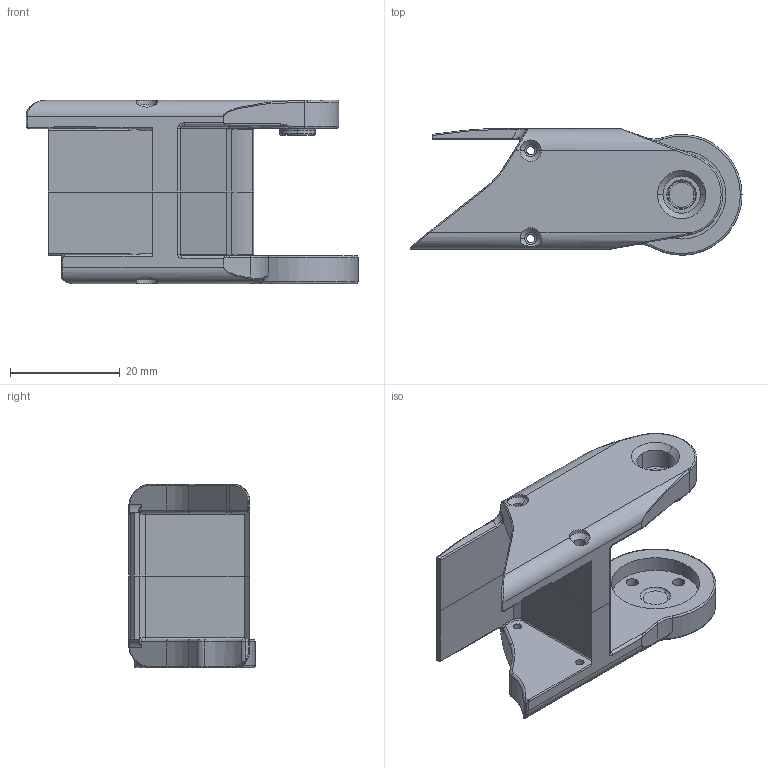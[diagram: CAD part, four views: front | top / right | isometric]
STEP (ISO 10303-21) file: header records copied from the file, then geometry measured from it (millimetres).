
FILE_DESCRIPTION (( 'STEP AP203' ), '1' );
FILE_NAME ('EN02-THUMB_MIDDLE_PHALANX.STEP', '2025-06-02T20:47:02', ( '' ), ( '' ), 'SwSTEP 2.0', 'SolidWorks 2024', '' );
FILE_SCHEMA (( 'CONFIG_CONTROL_DESIGN' ));
Length unit declared in the file: millimetre
Products named in the file (1): EN02-THUMB_MIDDLE_PHALANX
Bounding box: 60.51 x 23 x 33.4 mm (x, y, z)
Volume: 12071.7 mm3; surface area: 8861.7 mm2
Topology: 2 solids, 2 shells, 315 faces, 770 edges, 448 vertices
Faces by surface type: cylinder 138, plane 54, torus 43, bspline 41, cone 28, sphere 11
Entity records: 10313 total; most frequent: CARTESIAN_POINT 3093, DIRECTION 1547, ORIENTED_EDGE 1506, EDGE_CURVE 753, AXIS2_PLACEMENT_3D 630, VERTEX_POINT 446, CIRCLE 355, EDGE_LOOP 337
